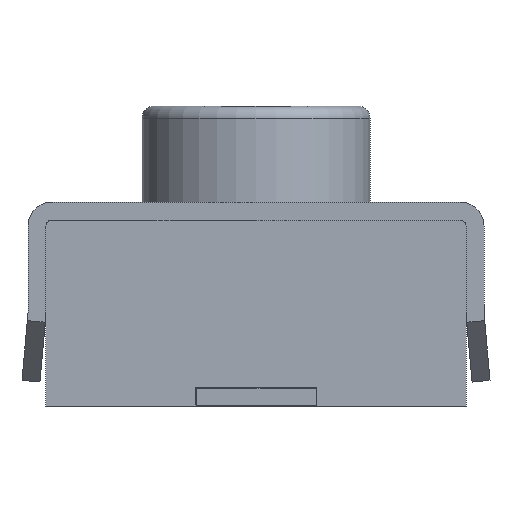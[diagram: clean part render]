
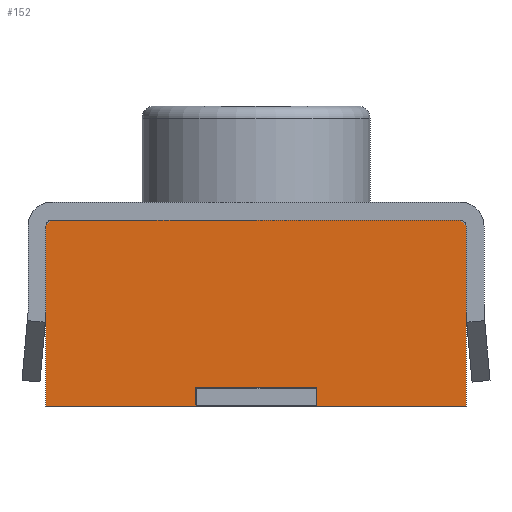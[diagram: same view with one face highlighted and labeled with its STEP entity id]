
A CAD part, left-side view. The second image highlights one B-rep face of the part: STEP entity #152.
In plain terms, the highlighted planar face has unit normal (-1, 0, 0).
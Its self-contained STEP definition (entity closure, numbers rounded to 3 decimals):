
#152 = ADVANCED_FACE( '', ( #296 ), #297, .F. );
#296 = FACE_OUTER_BOUND( '', #452, .T. );
#297 = PLANE( '', #453 );
#452 = EDGE_LOOP( '', ( #813, #814, #815, #816, #817, #818, #819, #820, #821, #822 ) );
#453 = AXIS2_PLACEMENT_3D( '', #823, #824, #825 );
#813 = ORIENTED_EDGE( '', *, *, #1231, .F. );
#814 = ORIENTED_EDGE( '', *, *, #1217, .T. );
#815 = ORIENTED_EDGE( '', *, *, #1212, .T. );
#816 = ORIENTED_EDGE( '', *, *, #1237, .T. );
#817 = ORIENTED_EDGE( '', *, *, #1130, .F. );
#818 = ORIENTED_EDGE( '', *, *, #1193, .F. );
#819 = ORIENTED_EDGE( '', *, *, #1238, .T. );
#820 = ORIENTED_EDGE( '', *, *, #1239, .T. );
#821 = ORIENTED_EDGE( '', *, *, #1240, .F. );
#822 = ORIENTED_EDGE( '', *, *, #1225, .T. );
#823 = CARTESIAN_POINT( '', ( -3., 1.75, 1.55 ) );
#824 = DIRECTION( '', ( 1., 0., 0. ) );
#825 = DIRECTION( '', ( 0., 0., -1. ) );
#1130 = EDGE_CURVE( '', #1486, #1481, #1488, .T. );
#1193 = EDGE_CURVE( '', #1593, #1486, #1594, .T. );
#1212 = EDGE_CURVE( '', #1620, #1618, #1621, .T. );
#1217 = EDGE_CURVE( '', #1627, #1620, #1628, .F. );
#1225 = EDGE_CURVE( '', #1637, #1638, #1639, .F. );
#1231 = EDGE_CURVE( '', #1627, #1638, #1645, .T. );
#1237 = EDGE_CURVE( '', #1618, #1481, #1655, .T. );
#1238 = EDGE_CURVE( '', #1593, #1656, #1657, .T. );
#1239 = EDGE_CURVE( '', #1656, #1658, #1659, .T. );
#1240 = EDGE_CURVE( '', #1637, #1658, #1660, .T. );
#1481 = VERTEX_POINT( '', #2294 );
#1486 = VERTEX_POINT( '', #2301 );
#1488 = LINE( '', #2304, #2305 );
#1593 = VERTEX_POINT( '', #2447 );
#1594 = LINE( '', #2448, #2449 );
#1618 = VERTEX_POINT( '', #2482 );
#1620 = VERTEX_POINT( '', #2485 );
#1621 = LINE( '', #2486, #2487 );
#1627 = VERTEX_POINT( '', #2494 );
#1628 = CIRCLE( '', #2495, 0.05 );
#1637 = VERTEX_POINT( '', #2508 );
#1638 = VERTEX_POINT( '', #2509 );
#1639 = CIRCLE( '', #2510, 0.05 );
#1645 = LINE( '', #2520, #2521 );
#1655 = LINE( '', #2535, #2536 );
#1656 = VERTEX_POINT( '', #2537 );
#1657 = LINE( '', #2538, #2539 );
#1658 = VERTEX_POINT( '', #2540 );
#1659 = LINE( '', #2541, #2542 );
#1660 = LINE( '', #2543, #2544 );
#2294 = CARTESIAN_POINT( '', ( -3., 0.5, 0. ) );
#2301 = CARTESIAN_POINT( '', ( -3., 0.5, 0.151 ) );
#2304 = CARTESIAN_POINT( '', ( -3., 0.5, 0.151 ) );
#2305 = VECTOR( '', #2794, 1000. );
#2447 = CARTESIAN_POINT( '', ( -3., -0.5, 0.151 ) );
#2448 = CARTESIAN_POINT( '', ( -3., -0.5, 0.151 ) );
#2449 = VECTOR( '', #2868, 1000. );
#2482 = CARTESIAN_POINT( '', ( -3., 1.75, 0. ) );
#2485 = CARTESIAN_POINT( '', ( -3., 1.75, 1.5 ) );
#2486 = CARTESIAN_POINT( '', ( -3., 1.75, 1.55 ) );
#2487 = VECTOR( '', #2888, 1000. );
#2494 = CARTESIAN_POINT( '', ( -3., 1.7, 1.55 ) );
#2495 = AXIS2_PLACEMENT_3D( '', #2893, #2894, #2895 );
#2508 = CARTESIAN_POINT( '', ( -3., -1.75, 1.5 ) );
#2509 = CARTESIAN_POINT( '', ( -3., -1.7, 1.55 ) );
#2510 = AXIS2_PLACEMENT_3D( '', #2900, #2901, #2902 );
#2520 = CARTESIAN_POINT( '', ( -3., 1.75, 1.55 ) );
#2521 = VECTOR( '', #2907, 1000. );
#2535 = CARTESIAN_POINT( '', ( -3., 1.75, 0. ) );
#2536 = VECTOR( '', #2912, 1000. );
#2537 = CARTESIAN_POINT( '', ( -3., -0.5, 0. ) );
#2538 = CARTESIAN_POINT( '', ( -3., -0.5, 0.151 ) );
#2539 = VECTOR( '', #2913, 1000. );
#2540 = CARTESIAN_POINT( '', ( -3., -1.75, 0. ) );
#2541 = CARTESIAN_POINT( '', ( -3., 1.75, 0. ) );
#2542 = VECTOR( '', #2914, 1000. );
#2543 = CARTESIAN_POINT( '', ( -3., -1.75, 1.55 ) );
#2544 = VECTOR( '', #2915, 1000. );
#2794 = DIRECTION( '', ( 0., 0., -1. ) );
#2868 = DIRECTION( '', ( 0., 1., 0. ) );
#2888 = DIRECTION( '', ( 0., 0., -1. ) );
#2893 = CARTESIAN_POINT( '', ( -3., 1.7, 1.5 ) );
#2894 = DIRECTION( '', ( 1., 0., 0. ) );
#2895 = DIRECTION( '', ( 0., 0., -1. ) );
#2900 = CARTESIAN_POINT( '', ( -3., -1.7, 1.5 ) );
#2901 = DIRECTION( '', ( 1., 0., 0. ) );
#2902 = DIRECTION( '', ( 0., 0., -1. ) );
#2907 = DIRECTION( '', ( 0., -1., 0. ) );
#2912 = DIRECTION( '', ( 0., -1., 0. ) );
#2913 = DIRECTION( '', ( 0., 0., -1. ) );
#2914 = DIRECTION( '', ( 0., -1., 0. ) );
#2915 = DIRECTION( '', ( 0., 0., -1. ) );
